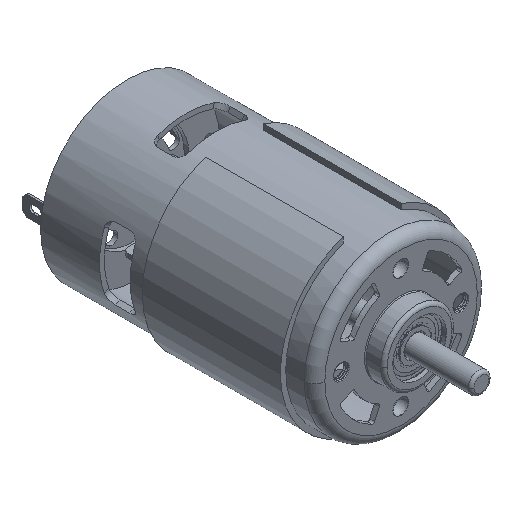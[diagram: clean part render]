
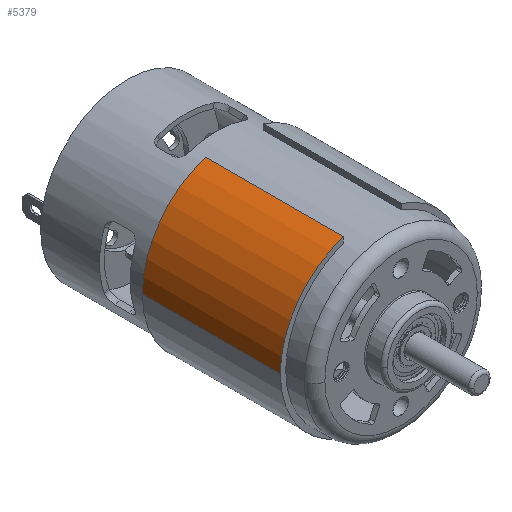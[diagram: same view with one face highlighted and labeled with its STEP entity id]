
A CAD part, isometric view. The second image highlights one B-rep face of the part: STEP entity #5379.
In plain terms, the highlighted cylindrical face has radius 22.3 mm (diameter 44.6 mm), a partial arc.
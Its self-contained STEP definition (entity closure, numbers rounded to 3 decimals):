
#72 = CIRCLE ( 'NONE', #6052, 22.3 ) ;
#251 = LINE ( 'NONE', #6664, #8632 ) ;
#1097 = EDGE_CURVE ( 'NONE', #15056, #18629, #18762, .T. ) ;
#1359 = DIRECTION ( 'NONE',  ( 0., 1., 0. ) ) ;
#2280 = ORIENTED_EDGE ( 'NONE', *, *, #1097, .F. ) ;
#2438 = ORIENTED_EDGE ( 'NONE', *, *, #7815, .F. ) ;
#2537 = CARTESIAN_POINT ( 'NONE',  ( -22.3, -26., 0. ) ) ;
#3061 = CARTESIAN_POINT ( 'NONE',  ( 0., -63.5, 0. ) ) ;
#3193 = EDGE_CURVE ( 'NONE', #13678, #18899, #72, .T. ) ;
#4403 = EDGE_CURVE ( 'NONE', #13678, #18629, #251, .T. ) ;
#4459 = ORIENTED_EDGE ( 'NONE', *, *, #4403, .T. ) ;
#4868 = DIRECTION ( 'NONE',  ( 1., 0., 0. ) ) ;
#5379 = ADVANCED_FACE ( 'NONE', ( #20092 ), #12623, .T. ) ;
#5556 = CARTESIAN_POINT ( 'NONE',  ( -22.3, -63.5, 0. ) ) ;
#6002 = LINE ( 'NONE', #5556, #6488 ) ;
#6052 = AXIS2_PLACEMENT_3D ( 'NONE', #19317, #18434, #4868 ) ;
#6436 = DIRECTION ( 'NONE',  ( 0., 1., 0. ) ) ;
#6488 = VECTOR ( 'NONE', #13811, 1000. ) ;
#6664 = CARTESIAN_POINT ( 'NONE',  ( -7., -63.5, 21.173 ) ) ;
#7815 = EDGE_CURVE ( 'NONE', #18899, #15056, #6002, .T. ) ;
#8632 = VECTOR ( 'NONE', #10429, 1000. ) ;
#9599 = CARTESIAN_POINT ( 'NONE',  ( 0., -26., 0. ) ) ;
#10429 = DIRECTION ( 'NONE',  ( 0., 1., 0. ) ) ;
#10466 = EDGE_LOOP ( 'NONE', ( #2438, #17163, #4459, #2280 ) ) ;
#12623 = CYLINDRICAL_SURFACE ( 'NONE', #15272, 22.3 ) ;
#12695 = DIRECTION ( 'NONE',  ( -1., 0., 0. ) ) ;
#13656 = AXIS2_PLACEMENT_3D ( 'NONE', #9599, #6436, #12695 ) ;
#13678 = VERTEX_POINT ( 'NONE', #18305 ) ;
#13811 = DIRECTION ( 'NONE',  ( 0., 1., 0. ) ) ;
#14459 = DIRECTION ( 'NONE',  ( -1., 0., 0. ) ) ;
#15056 = VERTEX_POINT ( 'NONE', #2537 ) ;
#15272 = AXIS2_PLACEMENT_3D ( 'NONE', #3061, #1359, #14459 ) ;
#17163 = ORIENTED_EDGE ( 'NONE', *, *, #3193, .F. ) ;
#17914 = CARTESIAN_POINT ( 'NONE',  ( -7., -26., 21.173 ) ) ;
#18305 = CARTESIAN_POINT ( 'NONE',  ( -7., -59.5, 21.173 ) ) ;
#18434 = DIRECTION ( 'NONE',  ( 0., -1., 0. ) ) ;
#18620 = CARTESIAN_POINT ( 'NONE',  ( -22.3, -59.5, 0. ) ) ;
#18629 = VERTEX_POINT ( 'NONE', #17914 ) ;
#18762 = CIRCLE ( 'NONE', #13656, 22.3 ) ;
#18899 = VERTEX_POINT ( 'NONE', #18620 ) ;
#19317 = CARTESIAN_POINT ( 'NONE',  ( 0., -59.5, 0. ) ) ;
#20092 = FACE_OUTER_BOUND ( 'NONE', #10466, .T. ) ;
